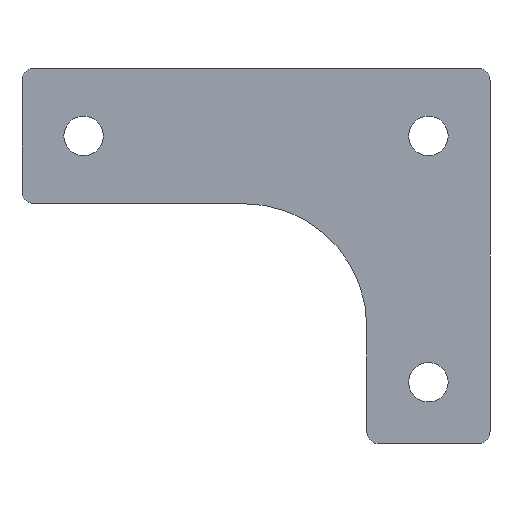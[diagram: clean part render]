
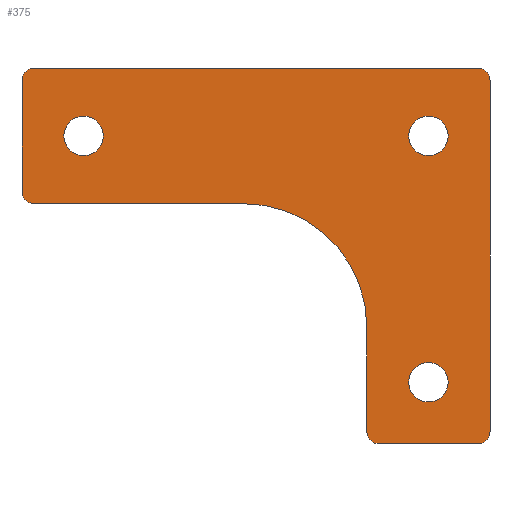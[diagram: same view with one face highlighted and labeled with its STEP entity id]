
A CAD part, front view. The second image highlights one B-rep face of the part: STEP entity #375.
In plain terms, the highlighted planar face has unit normal (0, -1, 0).
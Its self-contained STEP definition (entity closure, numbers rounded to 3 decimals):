
#18=FACE_BOUND('',#72,.T.);
#19=FACE_BOUND('',#73,.T.);
#20=FACE_BOUND('',#74,.T.);
#30=PLANE('',#426);
#47=FACE_OUTER_BOUND('',#71,.T.);
#71=EDGE_LOOP('',(#315,#316,#317,#318,#319,#320,#321,#322,#323,#324,#325,
#326));
#72=EDGE_LOOP('',(#327));
#73=EDGE_LOOP('',(#328));
#74=EDGE_LOOP('',(#329));
#87=LINE('',#571,#116);
#90=LINE('',#582,#119);
#98=LINE('',#614,#127);
#103=LINE('',#628,#132);
#106=LINE('',#637,#135);
#107=LINE('',#639,#136);
#116=VECTOR('',#453,10.);
#119=VECTOR('',#464,10.);
#127=VECTOR('',#494,10.);
#132=VECTOR('',#509,10.);
#135=VECTOR('',#522,10.);
#136=VECTOR('',#525,10.);
#142=CIRCLE('',#398,10.);
#143=CIRCLE('',#401,1.);
#152=CIRCLE('',#413,1.);
#153=CIRCLE('',#416,1.);
#154=CIRCLE('',#418,1.);
#155=CIRCLE('',#421,1.);
#156=CIRCLE('',#423,1.6);
#157=CIRCLE('',#427,1.6);
#158=CIRCLE('',#428,1.6);
#165=VERTEX_POINT('',#561);
#166=VERTEX_POINT('',#563);
#168=VERTEX_POINT('',#569);
#169=VERTEX_POINT('',#573);
#170=VERTEX_POINT('',#574);
#183=VERTEX_POINT('',#607);
#184=VERTEX_POINT('',#608);
#185=VERTEX_POINT('',#613);
#186=VERTEX_POINT('',#617);
#187=VERTEX_POINT('',#621);
#188=VERTEX_POINT('',#622);
#189=VERTEX_POINT('',#627);
#190=VERTEX_POINT('',#633);
#191=VERTEX_POINT('',#641);
#192=VERTEX_POINT('',#643);
#199=EDGE_CURVE('',#165,#166,#142,.T.);
#203=EDGE_CURVE('',#165,#168,#87,.T.);
#204=EDGE_CURVE('',#169,#170,#143,.T.);
#208=EDGE_CURVE('',#169,#166,#90,.T.);
#221=EDGE_CURVE('',#183,#184,#152,.T.);
#224=EDGE_CURVE('',#185,#184,#98,.T.);
#226=EDGE_CURVE('',#185,#186,#153,.T.);
#228=EDGE_CURVE('',#187,#188,#154,.T.);
#231=EDGE_CURVE('',#189,#188,#103,.T.);
#233=EDGE_CURVE('',#189,#168,#155,.T.);
#234=EDGE_CURVE('',#190,#190,#156,.T.);
#236=EDGE_CURVE('',#183,#170,#106,.T.);
#237=EDGE_CURVE('',#187,#186,#107,.T.);
#238=EDGE_CURVE('',#191,#191,#157,.T.);
#239=EDGE_CURVE('',#192,#192,#158,.T.);
#315=ORIENTED_EDGE('',*,*,#204,.F.);
#316=ORIENTED_EDGE('',*,*,#208,.T.);
#317=ORIENTED_EDGE('',*,*,#199,.F.);
#318=ORIENTED_EDGE('',*,*,#203,.T.);
#319=ORIENTED_EDGE('',*,*,#233,.F.);
#320=ORIENTED_EDGE('',*,*,#231,.T.);
#321=ORIENTED_EDGE('',*,*,#228,.F.);
#322=ORIENTED_EDGE('',*,*,#237,.T.);
#323=ORIENTED_EDGE('',*,*,#226,.F.);
#324=ORIENTED_EDGE('',*,*,#224,.T.);
#325=ORIENTED_EDGE('',*,*,#221,.F.);
#326=ORIENTED_EDGE('',*,*,#236,.T.);
#327=ORIENTED_EDGE('',*,*,#234,.T.);
#328=ORIENTED_EDGE('',*,*,#238,.T.);
#329=ORIENTED_EDGE('',*,*,#239,.T.);
#375=ADVANCED_FACE('',(#47,#18,#19,#20),#30,.T.);
#398=AXIS2_PLACEMENT_3D('',#564,#446,#447);
#401=AXIS2_PLACEMENT_3D('',#575,#456,#457);
#413=AXIS2_PLACEMENT_3D('',#609,#488,#489);
#416=AXIS2_PLACEMENT_3D('',#618,#498,#499);
#418=AXIS2_PLACEMENT_3D('',#623,#503,#504);
#421=AXIS2_PLACEMENT_3D('',#631,#513,#514);
#423=AXIS2_PLACEMENT_3D('',#634,#517,#518);
#426=AXIS2_PLACEMENT_3D('',#640,#526,#527);
#427=AXIS2_PLACEMENT_3D('',#642,#528,#529);
#428=AXIS2_PLACEMENT_3D('',#644,#530,#531);
#446=DIRECTION('center_axis',(0.,-1.,0.));
#447=DIRECTION('ref_axis',(0.707,0.,0.707));
#453=DIRECTION('',(0.,0.,-1.));
#456=DIRECTION('center_axis',(0.,1.,0.));
#457=DIRECTION('ref_axis',(-0.707,0.,-0.707));
#464=DIRECTION('',(1.,0.,0.));
#488=DIRECTION('center_axis',(0.,1.,0.));
#489=DIRECTION('ref_axis',(-0.707,0.,0.707));
#494=DIRECTION('',(-1.,0.,0.));
#498=DIRECTION('center_axis',(0.,1.,0.));
#499=DIRECTION('ref_axis',(0.707,0.,0.707));
#503=DIRECTION('center_axis',(0.,1.,0.));
#504=DIRECTION('ref_axis',(0.707,0.,-0.707));
#509=DIRECTION('',(1.,0.,0.));
#513=DIRECTION('center_axis',(0.,1.,0.));
#514=DIRECTION('ref_axis',(-0.707,0.,-0.707));
#517=DIRECTION('center_axis',(0.,1.,0.));
#518=DIRECTION('ref_axis',(0.,0.,1.));
#522=DIRECTION('',(0.,0.,-1.));
#525=DIRECTION('',(0.,0.,1.));
#526=DIRECTION('center_axis',(0.,-1.,0.));
#527=DIRECTION('ref_axis',(0.,0.,-1.));
#528=DIRECTION('center_axis',(0.,1.,0.));
#529=DIRECTION('ref_axis',(1.,0.,0.));
#530=DIRECTION('center_axis',(0.,1.,0.));
#531=DIRECTION('ref_axis',(1.,0.,0.));
#561=CARTESIAN_POINT('',(261.75,0.,164.5));
#563=CARTESIAN_POINT('',(251.75,0.,174.5));
#564=CARTESIAN_POINT('Origin',(251.75,0.,164.5));
#569=CARTESIAN_POINT('',(261.75,0.,156.));
#571=CARTESIAN_POINT('',(261.75,0.,172.375));
#573=CARTESIAN_POINT('',(234.75,0.,174.5));
#574=CARTESIAN_POINT('',(233.75,0.,175.5));
#575=CARTESIAN_POINT('Origin',(234.75,0.,175.5));
#582=CARTESIAN_POINT('',(243.25,0.,174.5));
#607=CARTESIAN_POINT('',(233.75,0.,184.5));
#608=CARTESIAN_POINT('',(234.75,0.,185.5));
#609=CARTESIAN_POINT('Origin',(234.75,0.,184.5));
#613=CARTESIAN_POINT('',(270.75,0.,185.5));
#614=CARTESIAN_POINT('',(262.25,0.,185.5));
#617=CARTESIAN_POINT('',(271.75,0.,184.5));
#618=CARTESIAN_POINT('Origin',(270.75,0.,184.5));
#621=CARTESIAN_POINT('',(271.75,0.,156.));
#622=CARTESIAN_POINT('',(270.75,0.,155.));
#623=CARTESIAN_POINT('Origin',(270.75,0.,156.));
#627=CARTESIAN_POINT('',(262.75,0.,155.));
#628=CARTESIAN_POINT('',(257.25,0.,155.));
#631=CARTESIAN_POINT('Origin',(262.75,0.,156.));
#633=CARTESIAN_POINT('',(266.75,0.,158.4));
#634=CARTESIAN_POINT('Origin',(266.75,0.,160.));
#637=CARTESIAN_POINT('',(233.75,0.,177.875));
#639=CARTESIAN_POINT('',(271.75,0.,162.625));
#640=CARTESIAN_POINT('Origin',(252.75,0.,170.25));
#641=CARTESIAN_POINT('',(237.15,0.,180.));
#642=CARTESIAN_POINT('Origin',(238.75,0.,180.));
#643=CARTESIAN_POINT('',(265.15,0.,180.));
#644=CARTESIAN_POINT('Origin',(266.75,0.,180.));
